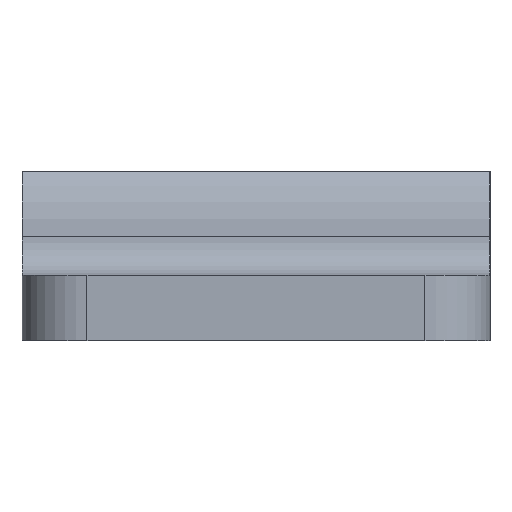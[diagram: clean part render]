
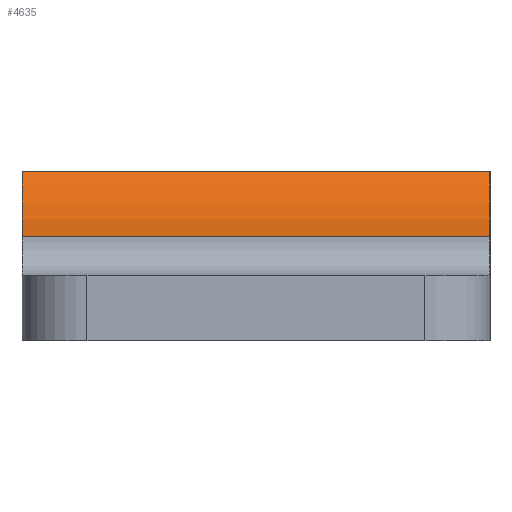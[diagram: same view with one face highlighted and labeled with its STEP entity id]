
A CAD part, left-side view. The second image highlights one B-rep face of the part: STEP entity #4635.
In plain terms, the highlighted cylindrical face has radius 8 mm (diameter 16 mm), a partial arc.
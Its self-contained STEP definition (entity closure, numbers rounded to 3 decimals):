
#159 = PLANE('',#160);
#160 = AXIS2_PLACEMENT_3D('',#161,#162,#163);
#161 = CARTESIAN_POINT('',(0.,-18.,5.765));
#162 = DIRECTION('',(-0.,-1.,0.));
#163 = DIRECTION('',(-1.,0.,0.));
#187 = CYLINDRICAL_SURFACE('',#188,3.);
#188 = AXIS2_PLACEMENT_3D('',#189,#190,#191);
#189 = CARTESIAN_POINT('',(-43.5,-18.,9.5));
#190 = DIRECTION('',(0.,1.,0.));
#191 = DIRECTION('',(1.,0.,0.));
#215 = PLANE('',#216);
#216 = AXIS2_PLACEMENT_3D('',#217,#218,#219);
#217 = CARTESIAN_POINT('',(0.,18.,5.765));
#218 = DIRECTION('',(0.,1.,0.));
#219 = DIRECTION('',(0.,0.,-1.));
#1982 = VERTEX_POINT('',#1983);
#1983 = CARTESIAN_POINT('',(-38.745,-18.,14.5));
#1997 = PLANE('',#1998);
#1998 = AXIS2_PLACEMENT_3D('',#1999,#2000,#2001);
#1999 = CARTESIAN_POINT('',(-24.5,-18.,14.5));
#2000 = DIRECTION('',(0.,0.,-1.));
#2001 = DIRECTION('',(0.,-1.,0.));
#2009 = EDGE_CURVE('',#1982,#2010,#2012,.T.);
#2010 = VERTEX_POINT('',#2011);
#2011 = CARTESIAN_POINT('',(-40.5,-18.,9.5));
#2012 = SURFACE_CURVE('',#2013,(#2018,#2025),.PCURVE_S1.);
#2013 = CIRCLE('',#2014,8.);
#2014 = AXIS2_PLACEMENT_3D('',#2015,#2016,#2017);
#2015 = CARTESIAN_POINT('',(-32.5,-18.,9.5));
#2016 = DIRECTION('',(0.,-1.,0.));
#2017 = DIRECTION('',(-1.,-0.,0.));
#2018 = PCURVE('',#159,#2019);
#2019 = DEFINITIONAL_REPRESENTATION('',(#2020),#2024);
#2020 = CIRCLE('',#2021,8.);
#2021 = AXIS2_PLACEMENT_2D('',#2022,#2023);
#2022 = CARTESIAN_POINT('',(32.5,-3.735));
#2023 = DIRECTION('',(1.,0.));
#2024 = ( GEOMETRIC_REPRESENTATION_CONTEXT(2) 
PARAMETRIC_REPRESENTATION_CONTEXT() REPRESENTATION_CONTEXT('2D SPACE',''
  ) );
#2025 = PCURVE('',#2026,#2031);
#2026 = CYLINDRICAL_SURFACE('',#2027,8.);
#2027 = AXIS2_PLACEMENT_3D('',#2028,#2029,#2030);
#2028 = CARTESIAN_POINT('',(-32.5,-18.,9.5));
#2029 = DIRECTION('',(0.,1.,0.));
#2030 = DIRECTION('',(-1.,-0.,0.));
#2031 = DEFINITIONAL_REPRESENTATION('',(#2032),#2036);
#2032 = LINE('',#2033,#2034);
#2033 = CARTESIAN_POINT('',(-0.,0.));
#2034 = VECTOR('',#2035,1.);
#2035 = DIRECTION('',(-1.,0.));
#2036 = ( GEOMETRIC_REPRESENTATION_CONTEXT(2) 
PARAMETRIC_REPRESENTATION_CONTEXT() REPRESENTATION_CONTEXT('2D SPACE',''
  ) );
#2136 = VERTEX_POINT('',#2137);
#2137 = CARTESIAN_POINT('',(-40.5,18.,9.5));
#2159 = EDGE_CURVE('',#2010,#2136,#2160,.T.);
#2160 = SURFACE_CURVE('',#2161,(#2165,#2172),.PCURVE_S1.);
#2161 = LINE('',#2162,#2163);
#2162 = CARTESIAN_POINT('',(-40.5,-18.,9.5));
#2163 = VECTOR('',#2164,1.);
#2164 = DIRECTION('',(0.,1.,0.));
#2165 = PCURVE('',#187,#2166);
#2166 = DEFINITIONAL_REPRESENTATION('',(#2167),#2171);
#2167 = LINE('',#2168,#2169);
#2168 = CARTESIAN_POINT('',(0.,0.));
#2169 = VECTOR('',#2170,1.);
#2170 = DIRECTION('',(0.,1.));
#2171 = ( GEOMETRIC_REPRESENTATION_CONTEXT(2) 
PARAMETRIC_REPRESENTATION_CONTEXT() REPRESENTATION_CONTEXT('2D SPACE',''
  ) );
#2172 = PCURVE('',#2026,#2173);
#2173 = DEFINITIONAL_REPRESENTATION('',(#2174),#2178);
#2174 = LINE('',#2175,#2176);
#2175 = CARTESIAN_POINT('',(-6.283,0.));
#2176 = VECTOR('',#2177,1.);
#2177 = DIRECTION('',(-0.,1.));
#2178 = ( GEOMETRIC_REPRESENTATION_CONTEXT(2) 
PARAMETRIC_REPRESENTATION_CONTEXT() REPRESENTATION_CONTEXT('2D SPACE',''
  ) );
#2233 = EDGE_CURVE('',#2234,#2136,#2236,.T.);
#2234 = VERTEX_POINT('',#2235);
#2235 = CARTESIAN_POINT('',(-38.745,18.,14.5));
#2236 = SURFACE_CURVE('',#2237,(#2242,#2253),.PCURVE_S1.);
#2237 = CIRCLE('',#2238,8.);
#2238 = AXIS2_PLACEMENT_3D('',#2239,#2240,#2241);
#2239 = CARTESIAN_POINT('',(-32.5,18.,9.5));
#2240 = DIRECTION('',(0.,-1.,0.));
#2241 = DIRECTION('',(-1.,-0.,0.));
#2242 = PCURVE('',#215,#2243);
#2243 = DEFINITIONAL_REPRESENTATION('',(#2244),#2252);
#2244 = ( BOUNDED_CURVE() B_SPLINE_CURVE(2,(#2245,#2246,#2247,#2248,
#2249,#2250,#2251),.UNSPECIFIED.,.T.,.F.) B_SPLINE_CURVE_WITH_KNOTS((1,2
    ,2,2,2,1),(-2.094,0.,2.094,4.189,
6.283,8.378),.UNSPECIFIED.) CURVE() 
GEOMETRIC_REPRESENTATION_ITEM() RATIONAL_B_SPLINE_CURVE((1.,0.5,1.,0.5,
1.,0.5,1.)) REPRESENTATION_ITEM('') );
#2245 = CARTESIAN_POINT('',(-3.735,40.5));
#2246 = CARTESIAN_POINT('',(10.122,40.5));
#2247 = CARTESIAN_POINT('',(3.193,28.5));
#2248 = CARTESIAN_POINT('',(-3.735,16.5));
#2249 = CARTESIAN_POINT('',(-10.663,28.5));
#2250 = CARTESIAN_POINT('',(-17.591,40.5));
#2251 = CARTESIAN_POINT('',(-3.735,40.5));
#2252 = ( GEOMETRIC_REPRESENTATION_CONTEXT(2) 
PARAMETRIC_REPRESENTATION_CONTEXT() REPRESENTATION_CONTEXT('2D SPACE',''
  ) );
#2253 = PCURVE('',#2026,#2254);
#2254 = DEFINITIONAL_REPRESENTATION('',(#2255),#2259);
#2255 = LINE('',#2256,#2257);
#2256 = CARTESIAN_POINT('',(-0.,36.));
#2257 = VECTOR('',#2258,1.);
#2258 = DIRECTION('',(-1.,0.));
#2259 = ( GEOMETRIC_REPRESENTATION_CONTEXT(2) 
PARAMETRIC_REPRESENTATION_CONTEXT() REPRESENTATION_CONTEXT('2D SPACE',''
  ) );
#4635 = ADVANCED_FACE('',(#4636),#2026,.T.);
#4636 = FACE_BOUND('',#4637,.F.);
#4637 = EDGE_LOOP('',(#4638,#4639,#4640,#4661));
#4638 = ORIENTED_EDGE('',*,*,#2159,.T.);
#4639 = ORIENTED_EDGE('',*,*,#2233,.F.);
#4640 = ORIENTED_EDGE('',*,*,#4641,.F.);
#4641 = EDGE_CURVE('',#1982,#2234,#4642,.T.);
#4642 = SURFACE_CURVE('',#4643,(#4647,#4654),.PCURVE_S1.);
#4643 = LINE('',#4644,#4645);
#4644 = CARTESIAN_POINT('',(-38.745,-18.,14.5));
#4645 = VECTOR('',#4646,1.);
#4646 = DIRECTION('',(0.,1.,0.));
#4647 = PCURVE('',#2026,#4648);
#4648 = DEFINITIONAL_REPRESENTATION('',(#4649),#4653);
#4649 = LINE('',#4650,#4651);
#4650 = CARTESIAN_POINT('',(-5.608,0.));
#4651 = VECTOR('',#4652,1.);
#4652 = DIRECTION('',(-0.,1.));
#4653 = ( GEOMETRIC_REPRESENTATION_CONTEXT(2) 
PARAMETRIC_REPRESENTATION_CONTEXT() REPRESENTATION_CONTEXT('2D SPACE',''
  ) );
#4654 = PCURVE('',#1997,#4655);
#4655 = DEFINITIONAL_REPRESENTATION('',(#4656),#4660);
#4656 = LINE('',#4657,#4658);
#4657 = CARTESIAN_POINT('',(-0.,14.245));
#4658 = VECTOR('',#4659,1.);
#4659 = DIRECTION('',(-1.,-0.));
#4660 = ( GEOMETRIC_REPRESENTATION_CONTEXT(2) 
PARAMETRIC_REPRESENTATION_CONTEXT() REPRESENTATION_CONTEXT('2D SPACE',''
  ) );
#4661 = ORIENTED_EDGE('',*,*,#2009,.T.);
